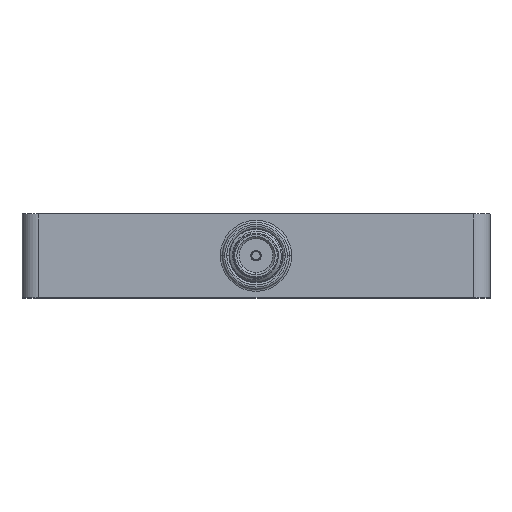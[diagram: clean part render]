
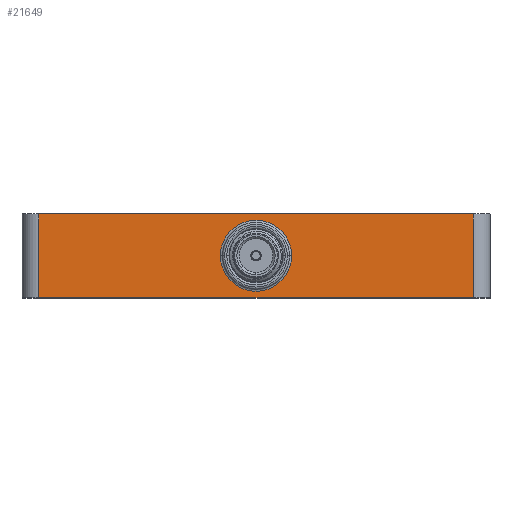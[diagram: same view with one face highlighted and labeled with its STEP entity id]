
A CAD part, top view. The second image highlights one B-rep face of the part: STEP entity #21649.
In plain terms, the highlighted planar face has unit normal (0, 0, 1).
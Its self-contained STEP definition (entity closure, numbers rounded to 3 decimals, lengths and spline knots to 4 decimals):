
#787 = VERTEX_POINT ( 'NONE', #18322 ) ;
#928 = DIRECTION ( 'NONE',  ( 0., 0., -1. ) ) ;
#979 = CARTESIAN_POINT ( 'NONE',  ( -1.0224, -0.1969, 0.9843 ) ) ;
#980 = LINE ( 'NONE', #1805, #19559 ) ;
#1805 = CARTESIAN_POINT ( 'NONE',  ( -1.1024, -0.1969, 0.9843 ) ) ;
#1950 = CARTESIAN_POINT ( 'NONE',  ( 0.1675, 0., 0.9843 ) ) ;
#2955 = DIRECTION ( 'NONE',  ( -1., 0., 0. ) ) ;
#3350 = VERTEX_POINT ( 'NONE', #45845 ) ;
#3614 = DIRECTION ( 'NONE',  ( 0., 0., -1. ) ) ;
#4448 = EDGE_CURVE ( 'NONE', #3350, #32609, #32905, .T. ) ;
#4853 = LINE ( 'NONE', #43019, #32145 ) ;
#5633 = CARTESIAN_POINT ( 'NONE',  ( -1.1024, 0.1969, 0.9843 ) ) ;
#5988 = LINE ( 'NONE', #5633, #29834 ) ;
#7006 = EDGE_CURVE ( 'NONE', #7905, #8870, #32195, .T. ) ;
#7566 = ORIENTED_EDGE ( 'NONE', *, *, #47702, .F. ) ;
#7905 = VERTEX_POINT ( 'NONE', #1950 ) ;
#8870 = VERTEX_POINT ( 'NONE', #31319 ) ;
#9094 = ORIENTED_EDGE ( 'NONE', *, *, #46758, .T. ) ;
#11630 = VERTEX_POINT ( 'NONE', #35119 ) ;
#11656 = ORIENTED_EDGE ( 'NONE', *, *, #7006, .T. ) ;
#12949 = DIRECTION ( 'NONE',  ( -1., 0., 0. ) ) ;
#13138 = DIRECTION ( 'NONE',  ( 1., 0., 0. ) ) ;
#15808 = ORIENTED_EDGE ( 'NONE', *, *, #29152, .T. ) ;
#17722 = FACE_BOUND ( 'NONE', #39418, .T. ) ;
#18322 = CARTESIAN_POINT ( 'NONE',  ( 1.0224, 0.1969, 0.9843 ) ) ;
#18780 = CARTESIAN_POINT ( 'NONE',  ( -1.0224, 0.1969, 0.9843 ) ) ;
#19559 = VECTOR ( 'NONE', #13138, 39.3701 ) ;
#19798 = CARTESIAN_POINT ( 'NONE',  ( 0., 0., 0.9843 ) ) ;
#21649 = ADVANCED_FACE ( 'NONE', ( #17722, #22948 ), #47981, .F. ) ;
#22873 = EDGE_CURVE ( 'NONE', #11630, #787, #4853, .T. ) ;
#22948 = FACE_OUTER_BOUND ( 'NONE', #42426, .T. ) ;
#23166 = CARTESIAN_POINT ( 'NONE',  ( 0., 0., 0.9843 ) ) ;
#23357 = AXIS2_PLACEMENT_3D ( 'NONE', #23166, #928, #26919 ) ;
#25946 = VECTOR ( 'NONE', #34032, 39.3701 ) ;
#26919 = DIRECTION ( 'NONE',  ( -1., 0., 0. ) ) ;
#28054 = DIRECTION ( 'NONE',  ( 1., 0., 0. ) ) ;
#29152 = EDGE_CURVE ( 'NONE', #32609, #11630, #980, .T. ) ;
#29834 = VECTOR ( 'NONE', #28054, 39.3701 ) ;
#31319 = CARTESIAN_POINT ( 'NONE',  ( -0.1675, 0., 0.9843 ) ) ;
#32145 = VECTOR ( 'NONE', #35663, 39.3701 ) ;
#32195 = CIRCLE ( 'NONE', #23357, 0.1675 ) ;
#32223 = CIRCLE ( 'NONE', #36170, 0.1675 ) ;
#32609 = VERTEX_POINT ( 'NONE', #979 ) ;
#32905 = LINE ( 'NONE', #18780, #25946 ) ;
#32991 = CARTESIAN_POINT ( 'NONE',  ( -1.1024, 0.1969, 0.9843 ) ) ;
#34032 = DIRECTION ( 'NONE',  ( 0., -1., 0. ) ) ;
#35119 = CARTESIAN_POINT ( 'NONE',  ( 1.0224, -0.1969, 0.9843 ) ) ;
#35663 = DIRECTION ( 'NONE',  ( 0., 1., 0. ) ) ;
#36170 = AXIS2_PLACEMENT_3D ( 'NONE', #19798, #38496, #12949 ) ;
#37660 = AXIS2_PLACEMENT_3D ( 'NONE', #32991, #3614, #2955 ) ;
#38150 = ORIENTED_EDGE ( 'NONE', *, *, #22873, .T. ) ;
#38496 = DIRECTION ( 'NONE',  ( 0., 0., -1. ) ) ;
#39418 = EDGE_LOOP ( 'NONE', ( #9094, #11656 ) ) ;
#42426 = EDGE_LOOP ( 'NONE', ( #7566, #46555, #15808, #38150 ) ) ;
#43019 = CARTESIAN_POINT ( 'NONE',  ( 1.0224, 0.1969, 0.9843 ) ) ;
#45845 = CARTESIAN_POINT ( 'NONE',  ( -1.0224, 0.1969, 0.9843 ) ) ;
#46555 = ORIENTED_EDGE ( 'NONE', *, *, #4448, .T. ) ;
#46758 = EDGE_CURVE ( 'NONE', #8870, #7905, #32223, .T. ) ;
#47702 = EDGE_CURVE ( 'NONE', #3350, #787, #5988, .T. ) ;
#47981 = PLANE ( 'NONE',  #37660 ) ;
